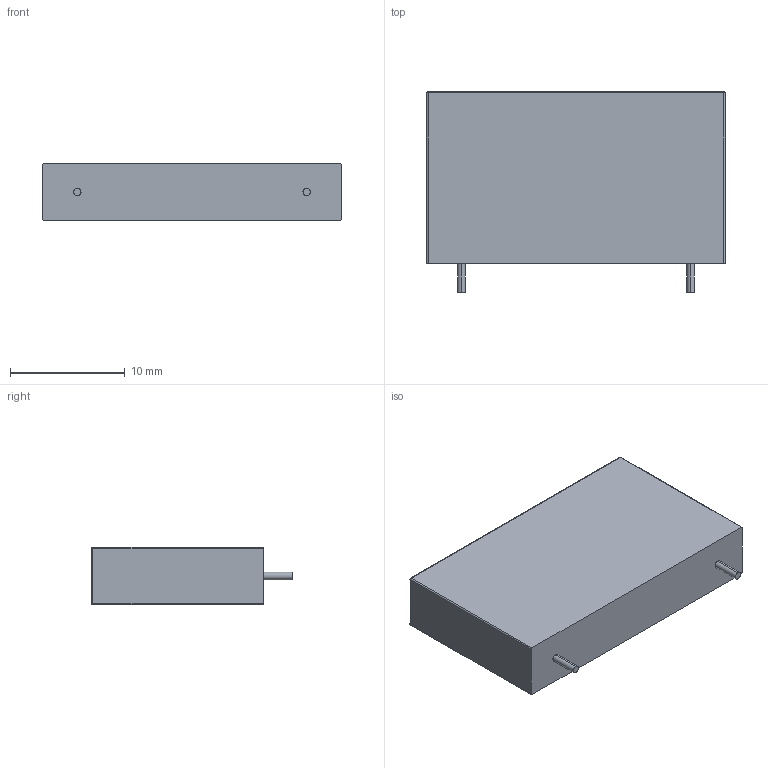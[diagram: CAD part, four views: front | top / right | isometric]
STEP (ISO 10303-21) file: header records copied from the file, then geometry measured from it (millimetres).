
FILE_DESCRIPTION (( 'STEP AP203' ), '1' );
FILE_NAME ('R_Box_L26.0_W5.0_P20.00_Vertical.STEP', '2024-03-02T08:44:00', ( '' ), ( '' ), 'SwSTEP 2.0', 'SolidWorks 2018', '' );
FILE_SCHEMA (( 'CONFIG_CONTROL_DESIGN' ));
Length unit declared in the file: millimetre
Products named in the file (1): R_Box_L26.0_W5.0_P20.00_Vertical
Bounding box: 26 x 17.5 x 5 mm (x, y, z)
Volume: 1951.4 mm3; surface area: 1195 mm2
Topology: 1 solids, 1 shells, 24 faces, 52 edges, 28 vertices
Faces by surface type: cylinder 12, plane 8, sphere 4
Entity records: 697 total; most frequent: DIRECTION 122, CARTESIAN_POINT 101, ORIENTED_EDGE 96, AXIS2_PLACEMENT_3D 49, EDGE_CURVE 48, VERTEX_POINT 28, EDGE_LOOP 26, VECTOR 24
